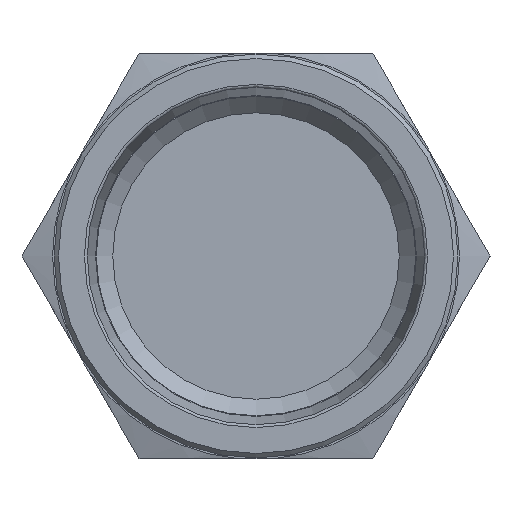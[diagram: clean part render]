
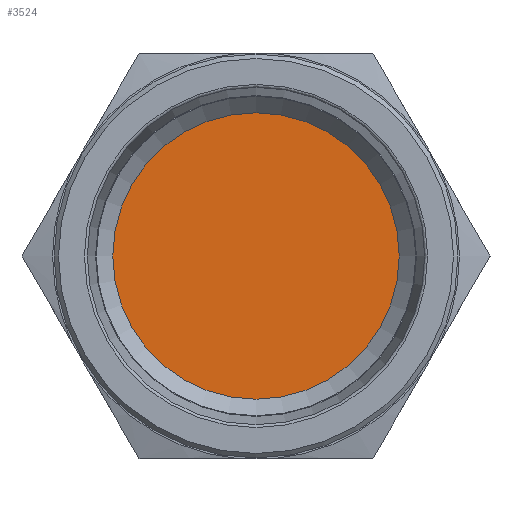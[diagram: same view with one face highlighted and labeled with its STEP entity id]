
A CAD part, left-side view. The second image highlights one B-rep face of the part: STEP entity #3524.
In plain terms, the highlighted free-form (B-spline) face has degree [1, 1] with [2, 2] control points.
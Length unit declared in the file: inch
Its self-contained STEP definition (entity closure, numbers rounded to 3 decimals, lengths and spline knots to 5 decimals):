
#3501=CARTESIAN_POINT('',(1.05,0.0,0.486));
#3502=VERTEX_POINT('',#3501);
#3503=CARTESIAN_POINT('',(1.05,0.0,0.0));
#3504=DIRECTION('',(-1.0,0.0,0.0));
#3505=DIRECTION('',(0.0,0.0,1.0));
#3506=AXIS2_PLACEMENT_3D('',#3503,#3504,#3505);
#3507=CIRCLE('',#3506,0.486);
#3508=EDGE_CURVE('',#3502,#3502,#3507,.T.);
#3516=CARTESIAN_POINT('',(1.05,0.486,-0.486));
#3517=CARTESIAN_POINT('',(1.05,0.486,0.486));
#3518=CARTESIAN_POINT('',(1.05,-0.486,-0.486));
#3519=CARTESIAN_POINT('',(1.05,-0.486,0.486));
#3520=B_SPLINE_SURFACE_WITH_KNOTS('',1,1,((#3516,#3518),(#3517,#3519)),.UNSPECIFIED.,.F.,.F.,.U.,(2,2),(2,2),(0.0,0.972),(0.0,0.972),.UNSPECIFIED.);
#3521=ORIENTED_EDGE('',*,*,#3508,.T.);
#3522=EDGE_LOOP('',(#3521));
#3523=FACE_OUTER_BOUND('',#3522,.T.);
#3524=ADVANCED_FACE('',(#3523),#3520,.F.);
